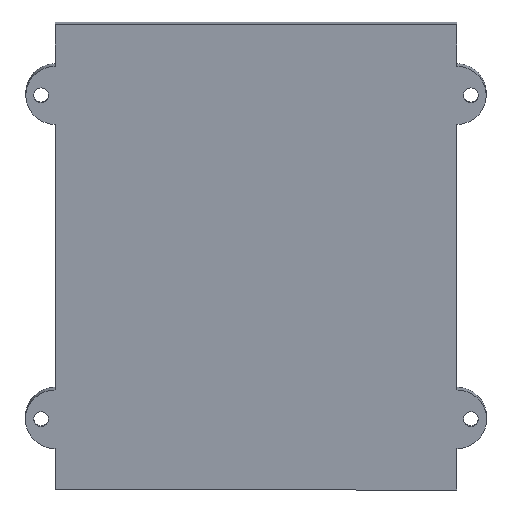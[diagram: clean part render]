
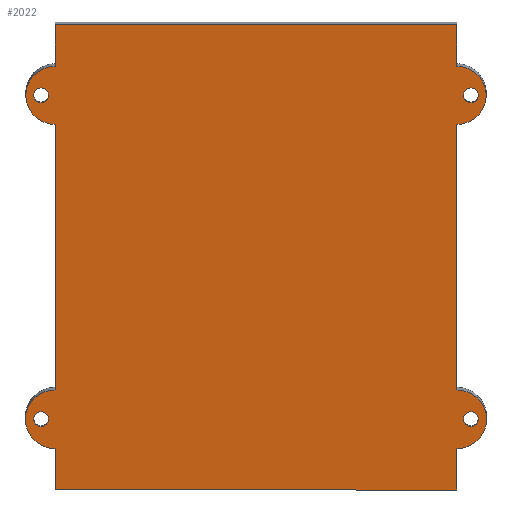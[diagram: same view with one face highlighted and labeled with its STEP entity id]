
A CAD part, top view. The second image highlights one B-rep face of the part: STEP entity #2022.
In plain terms, the highlighted planar face has unit normal (0, -0.131, 0.991).
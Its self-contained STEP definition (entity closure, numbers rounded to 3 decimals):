
#37=FACE_BOUND('',#413,.T.);
#38=FACE_BOUND('',#414,.T.);
#39=FACE_BOUND('',#415,.T.);
#40=FACE_BOUND('',#416,.T.);
#73=CIRCLE('',#2138,1.1);
#74=CIRCLE('',#2140,1.1);
#75=CIRCLE('',#2142,1.1);
#76=CIRCLE('',#2144,1.1);
#81=CIRCLE('',#2154,4.3);
#82=CIRCLE('',#2157,4.35);
#83=CIRCLE('',#2162,4.35);
#84=CIRCLE('',#2165,4.3);
#170=PLANE('',#2166);
#280=FACE_OUTER_BOUND('',#412,.T.);
#412=EDGE_LOOP('',(#1873,#1874,#1875,#1876,#1877,#1878,#1879,#1880,#1881,
#1882,#1883,#1884));
#413=EDGE_LOOP('',(#1885));
#414=EDGE_LOOP('',(#1886));
#415=EDGE_LOOP('',(#1887));
#416=EDGE_LOOP('',(#1888));
#590=LINE('',#3471,#782);
#593=LINE('',#3476,#785);
#595=LINE('',#3480,#787);
#598=LINE('',#3488,#790);
#601=LINE('',#3496,#793);
#603=LINE('',#3500,#795);
#605=LINE('',#3504,#797);
#608=LINE('',#3512,#800);
#782=VECTOR('',#2570,10.);
#785=VECTOR('',#2575,10.);
#787=VECTOR('',#2579,10.);
#790=VECTOR('',#2588,10.);
#793=VECTOR('',#2597,10.);
#795=VECTOR('',#2601,10.);
#797=VECTOR('',#2605,10.);
#800=VECTOR('',#2614,10.);
#1009=VERTEX_POINT('',#3427);
#1010=VERTEX_POINT('',#3431);
#1011=VERTEX_POINT('',#3435);
#1012=VERTEX_POINT('',#3439);
#1025=VERTEX_POINT('',#3468);
#1026=VERTEX_POINT('',#3470);
#1027=VERTEX_POINT('',#3474);
#1028=VERTEX_POINT('',#3478);
#1029=VERTEX_POINT('',#3482);
#1030=VERTEX_POINT('',#3486);
#1031=VERTEX_POINT('',#3490);
#1032=VERTEX_POINT('',#3494);
#1033=VERTEX_POINT('',#3498);
#1034=VERTEX_POINT('',#3502);
#1035=VERTEX_POINT('',#3506);
#1036=VERTEX_POINT('',#3510);
#1277=EDGE_CURVE('',#1009,#1009,#73,.T.);
#1279=EDGE_CURVE('',#1010,#1010,#74,.T.);
#1281=EDGE_CURVE('',#1011,#1011,#75,.T.);
#1283=EDGE_CURVE('',#1012,#1012,#76,.T.);
#1298=EDGE_CURVE('',#1025,#1026,#590,.T.);
#1301=EDGE_CURVE('',#1027,#1025,#593,.T.);
#1303=EDGE_CURVE('',#1028,#1027,#595,.T.);
#1305=EDGE_CURVE('',#1028,#1029,#81,.T.);
#1307=EDGE_CURVE('',#1030,#1029,#598,.T.);
#1309=EDGE_CURVE('',#1030,#1031,#82,.T.);
#1311=EDGE_CURVE('',#1032,#1031,#601,.T.);
#1313=EDGE_CURVE('',#1033,#1032,#603,.T.);
#1315=EDGE_CURVE('',#1034,#1033,#605,.T.);
#1317=EDGE_CURVE('',#1034,#1035,#83,.T.);
#1319=EDGE_CURVE('',#1036,#1035,#608,.T.);
#1320=EDGE_CURVE('',#1036,#1026,#84,.T.);
#1873=ORIENTED_EDGE('',*,*,#1309,.T.);
#1874=ORIENTED_EDGE('',*,*,#1311,.F.);
#1875=ORIENTED_EDGE('',*,*,#1313,.F.);
#1876=ORIENTED_EDGE('',*,*,#1315,.F.);
#1877=ORIENTED_EDGE('',*,*,#1317,.T.);
#1878=ORIENTED_EDGE('',*,*,#1319,.F.);
#1879=ORIENTED_EDGE('',*,*,#1320,.T.);
#1880=ORIENTED_EDGE('',*,*,#1298,.F.);
#1881=ORIENTED_EDGE('',*,*,#1301,.F.);
#1882=ORIENTED_EDGE('',*,*,#1303,.F.);
#1883=ORIENTED_EDGE('',*,*,#1305,.T.);
#1884=ORIENTED_EDGE('',*,*,#1307,.F.);
#1885=ORIENTED_EDGE('',*,*,#1277,.T.);
#1886=ORIENTED_EDGE('',*,*,#1279,.T.);
#1887=ORIENTED_EDGE('',*,*,#1281,.T.);
#1888=ORIENTED_EDGE('',*,*,#1283,.T.);
#2022=ADVANCED_FACE('',(#280,#37,#38,#39,#40),#170,.T.);
#2138=AXIS2_PLACEMENT_3D('',#3428,#2531,#2532);
#2140=AXIS2_PLACEMENT_3D('',#3432,#2536,#2537);
#2142=AXIS2_PLACEMENT_3D('',#3436,#2541,#2542);
#2144=AXIS2_PLACEMENT_3D('',#3440,#2546,#2547);
#2154=AXIS2_PLACEMENT_3D('',#3484,#2583,#2584);
#2157=AXIS2_PLACEMENT_3D('',#3492,#2592,#2593);
#2162=AXIS2_PLACEMENT_3D('',#3508,#2609,#2610);
#2165=AXIS2_PLACEMENT_3D('',#3514,#2617,#2618);
#2166=AXIS2_PLACEMENT_3D('',#3515,#2619,#2620);
#2531=DIRECTION('center_axis',(0.,0.131,-0.991));
#2532=DIRECTION('ref_axis',(1.,0.,0.));
#2536=DIRECTION('center_axis',(0.,0.131,-0.991));
#2537=DIRECTION('ref_axis',(1.,0.,0.));
#2541=DIRECTION('center_axis',(0.,0.131,-0.991));
#2542=DIRECTION('ref_axis',(1.,0.,0.));
#2546=DIRECTION('center_axis',(0.,0.131,-0.991));
#2547=DIRECTION('ref_axis',(1.,0.,0.));
#2570=DIRECTION('',(0.,-0.991,-0.131));
#2575=DIRECTION('',(1.,0.,0.));
#2579=DIRECTION('',(0.,0.991,0.131));
#2583=DIRECTION('center_axis',(0.,-0.131,0.991));
#2584=DIRECTION('ref_axis',(0.,0.991,0.131));
#2588=DIRECTION('',(0.,0.991,0.131));
#2592=DIRECTION('center_axis',(0.,-0.131,0.991));
#2593=DIRECTION('ref_axis',(0.,0.991,0.131));
#2597=DIRECTION('',(0.,0.991,0.131));
#2601=DIRECTION('',(-1.,0.,0.));
#2605=DIRECTION('',(0.,-0.991,-0.131));
#2609=DIRECTION('center_axis',(0.,-0.131,0.991));
#2610=DIRECTION('ref_axis',(0.,-0.991,-0.131));
#2614=DIRECTION('',(0.,-0.991,-0.131));
#2617=DIRECTION('center_axis',(0.,-0.131,0.991));
#2618=DIRECTION('ref_axis',(0.,-0.991,-0.131));
#2619=DIRECTION('center_axis',(0.,-0.131,0.991));
#2620=DIRECTION('ref_axis',(1.,0.,0.));
#3427=CARTESIAN_POINT('',(59.1,57.164,1.474));
#3428=CARTESIAN_POINT('Origin',(60.2,57.164,1.474));
#3431=CARTESIAN_POINT('',(-4.15,57.164,1.474));
#3432=CARTESIAN_POINT('Origin',(-3.05,57.164,1.474));
#3435=CARTESIAN_POINT('',(59.1,9.52,-4.798));
#3436=CARTESIAN_POINT('Origin',(60.2,9.52,-4.798));
#3439=CARTESIAN_POINT('',(-4.15,9.52,-4.798));
#3440=CARTESIAN_POINT('Origin',(-3.05,9.52,-4.798));
#3468=CARTESIAN_POINT('',(58.15,67.575,2.845));
#3470=CARTESIAN_POINT('',(58.15,61.428,2.036));
#3471=CARTESIAN_POINT('',(58.15,67.575,2.845));
#3474=CARTESIAN_POINT('',(-1.,67.575,2.845));
#3476=CARTESIAN_POINT('',(-1.,67.575,2.845));
#3478=CARTESIAN_POINT('',(-1.,61.428,2.036));
#3480=CARTESIAN_POINT('',(-1.,61.428,2.036));
#3482=CARTESIAN_POINT('',(-1.,52.901,0.913));
#3484=CARTESIAN_POINT('Origin',(-1.,57.164,1.474));
#3486=CARTESIAN_POINT('',(-1.,13.832,-4.23));
#3488=CARTESIAN_POINT('',(-1.,13.832,-4.23));
#3490=CARTESIAN_POINT('',(-1.,5.207,-5.366));
#3492=CARTESIAN_POINT('Origin',(-1.,9.52,-4.798));
#3494=CARTESIAN_POINT('',(-1.,-0.891,-6.169));
#3496=CARTESIAN_POINT('',(-1.,-0.891,-6.169));
#3498=CARTESIAN_POINT('',(58.15,-0.891,-6.169));
#3500=CARTESIAN_POINT('',(58.15,-0.891,-6.169));
#3502=CARTESIAN_POINT('',(58.15,5.207,-5.366));
#3504=CARTESIAN_POINT('',(58.15,5.207,-5.366));
#3506=CARTESIAN_POINT('',(58.15,13.832,-4.23));
#3508=CARTESIAN_POINT('Origin',(58.15,9.52,-4.798));
#3510=CARTESIAN_POINT('',(58.15,52.901,0.913));
#3512=CARTESIAN_POINT('',(58.15,52.901,0.913));
#3514=CARTESIAN_POINT('Origin',(58.15,57.164,1.474));
#3515=CARTESIAN_POINT('Origin',(28.575,33.342,-1.662));
